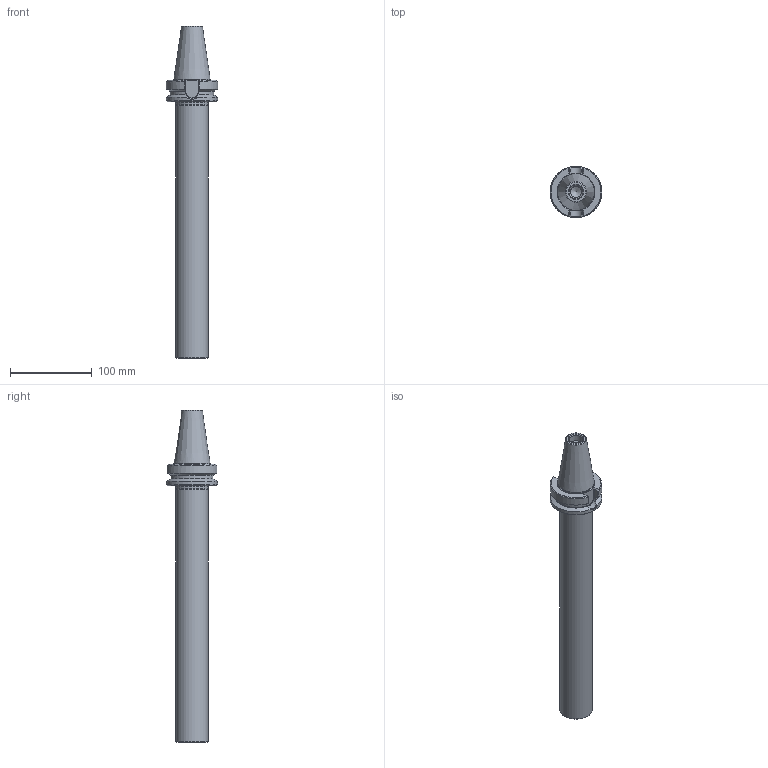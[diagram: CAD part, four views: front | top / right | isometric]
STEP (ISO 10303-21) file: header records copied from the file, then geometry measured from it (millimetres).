
FILE_DESCRIPTION(/* description */ (''),/* implementation_level */ '2;1');
FILE_NAME(/* name */ '755140600.stp',/* time_stamp */ '2021-09-08T12:23:13',/* author */ ('LRA'),/* organization */ ('REGO-FIX'),/* preprocessor_version */ ' Unknown',/* originating_system */ 'SIEMENS PLM Software Solid Edge ST10',/* authorization */ 'Unknown');
FILE_SCHEMA (('AUTOMOTIVE_DESIGN { 1 0 10303 214 2 1 1}'));
Length unit declared in the file: millimetre
Products named in the file (1): NOCUT
Bounding box: 63 x 63 x 405.4 mm (x, y, z)
Volume: 398590.5 mm3; surface area: 79047.9 mm2
Topology: 1 solids, 1 shells, 85 faces, 214 edges, 133 vertices
Faces by surface type: plane 24, cylinder 23, cone 21, torus 11, bspline 6
Full cylindrical faces by diameter (mm): 13.815 x1, 13.835 x1, 17 x1, 25 x1, 25.5 x1, 39.4 x1, 40 x1, 43.85 x1, 63 x1
Entity records: 3103 total; most frequent: CARTESIAN_POINT 669, ORIENTED_EDGE 358, DIRECTION 358, EDGE_CURVE 179, AXIS2_PLACEMENT_3D 152, VERTEX_POINT 127, FACE_BOUND 116, EDGE_LOOP 114
